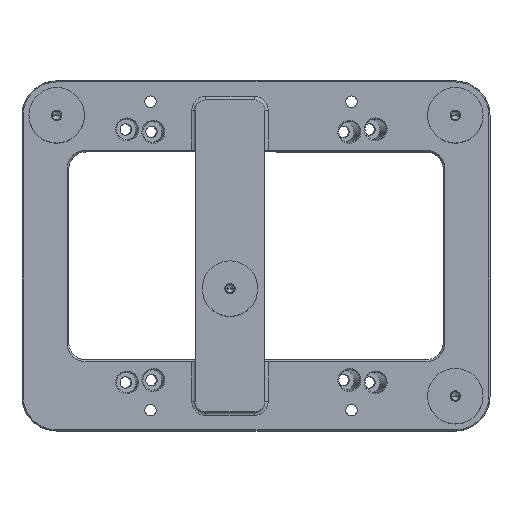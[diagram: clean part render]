
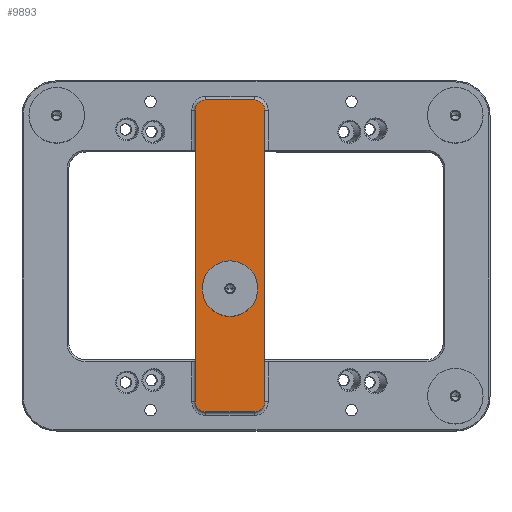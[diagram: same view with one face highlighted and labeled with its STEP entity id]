
A CAD part, top view. The second image highlights one B-rep face of the part: STEP entity #9893.
In plain terms, the highlighted planar face has unit normal (0, 0, 1).
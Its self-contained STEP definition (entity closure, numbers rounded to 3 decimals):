
#3335=CARTESIAN_POINT('',(60.,41.,4.));
#3336=DIRECTION('',(0.,0.,1.));
#3337=DIRECTION('',(0.,-1.,0.));
#3338=AXIS2_PLACEMENT_3D('',#3335,#3336,#3337);
#3340=CARTESIAN_POINT('',(60.,41.,4.));
#3341=DIRECTION('',(0.,0.,1.));
#3342=DIRECTION('',(0.,1.,0.));
#3343=AXIS2_PLACEMENT_3D('',#3340,#3341,#3342);
#3345=CARTESIAN_POINT('',(53.,8.5,4.));
#3346=DIRECTION('',(0.,0.,1.));
#3347=DIRECTION('',(-1.,0.,0.));
#3348=AXIS2_PLACEMENT_3D('',#3345,#3346,#3347);
#3350=DIRECTION('',(0.,-1.,0.));
#3351=VECTOR('',#3350,84.);
#3352=CARTESIAN_POINT('',(50.,92.5,4.));
#3353=LINE('',#3352,#3351);
#3354=CARTESIAN_POINT('',(53.,92.5,4.));
#3355=DIRECTION('',(0.,0.,1.));
#3356=DIRECTION('',(0.,1.,0.));
#3357=AXIS2_PLACEMENT_3D('',#3354,#3355,#3356);
#3359=DIRECTION('',(-1.,0.,0.));
#3360=VECTOR('',#3359,14.);
#3361=CARTESIAN_POINT('',(67.,95.5,4.));
#3362=LINE('',#3361,#3360);
#3363=CARTESIAN_POINT('',(67.,92.5,4.));
#3364=DIRECTION('',(0.,0.,1.));
#3365=DIRECTION('',(1.,0.,0.));
#3366=AXIS2_PLACEMENT_3D('',#3363,#3364,#3365);
#3368=DIRECTION('',(0.,1.,0.));
#3369=VECTOR('',#3368,84.);
#3370=CARTESIAN_POINT('',(70.,8.5,4.));
#3371=LINE('',#3370,#3369);
#3372=CARTESIAN_POINT('',(67.,8.5,4.));
#3373=DIRECTION('',(0.,0.,1.));
#3374=DIRECTION('',(0.,-1.,0.));
#3375=AXIS2_PLACEMENT_3D('',#3372,#3373,#3374);
#3377=DIRECTION('',(1.,0.,0.));
#3378=VECTOR('',#3377,14.);
#3379=CARTESIAN_POINT('',(53.,5.5,4.));
#3380=LINE('',#3379,#3378);
#3898=CARTESIAN_POINT('',(60.,33.,4.));
#3899=CARTESIAN_POINT('',(60.,49.,4.));
#3900=VERTEX_POINT('',#3898);
#3901=VERTEX_POINT('',#3899);
#3918=CARTESIAN_POINT('',(50.,8.5,4.));
#3919=CARTESIAN_POINT('',(53.,5.5,4.));
#3920=VERTEX_POINT('',#3918);
#3921=VERTEX_POINT('',#3919);
#3922=CARTESIAN_POINT('',(67.,5.5,4.));
#3923=CARTESIAN_POINT('',(70.,8.5,4.));
#3924=VERTEX_POINT('',#3922);
#3925=VERTEX_POINT('',#3923);
#3926=CARTESIAN_POINT('',(53.,95.5,4.));
#3927=CARTESIAN_POINT('',(50.,92.5,4.));
#3928=VERTEX_POINT('',#3926);
#3929=VERTEX_POINT('',#3927);
#3930=CARTESIAN_POINT('',(70.,92.5,4.));
#3931=CARTESIAN_POINT('',(67.,95.5,4.));
#3932=VERTEX_POINT('',#3930);
#3933=VERTEX_POINT('',#3931);
#9872=CARTESIAN_POINT('',(0.,0.,4.));
#9873=DIRECTION('',(0.,0.,1.));
#9874=DIRECTION('',(0.,-1.,0.));
#9875=AXIS2_PLACEMENT_3D('',#9872,#9873,#9874);
#9876=PLANE('',#9875);
#9877=ORIENTED_EDGE('',*,*,#9866,.F.);
#9878=ORIENTED_EDGE('',*,*,#9748,.F.);
#9879=ORIENTED_EDGE('',*,*,#9772,.F.);
#9880=ORIENTED_EDGE('',*,*,#9786,.F.);
#9881=ORIENTED_EDGE('',*,*,#9800,.F.);
#9882=ORIENTED_EDGE('',*,*,#9816,.F.);
#9883=ORIENTED_EDGE('',*,*,#9839,.F.);
#9884=ORIENTED_EDGE('',*,*,#9853,.F.);
#9885=EDGE_LOOP('',(#9877,#9878,#9879,#9880,#9881,#9882,#9883,#9884));
#9886=FACE_OUTER_BOUND('',#9885,.F.);
#9888=ORIENTED_EDGE('',*,*,#9887,.T.);
#9890=ORIENTED_EDGE('',*,*,#9889,.T.);
#9891=EDGE_LOOP('',(#9888,#9890));
#9892=FACE_BOUND('',#9891,.F.);
#9893=ADVANCED_FACE('',(#9886,#9892),#9876,.T.);
#3339=CIRCLE('',#3338,8.);
#3344=CIRCLE('',#3343,8.);
#3349=CIRCLE('',#3348,3.);
#3358=CIRCLE('',#3357,3.);
#3367=CIRCLE('',#3366,3.);
#3376=CIRCLE('',#3375,3.);
#9748=EDGE_CURVE('',#3929,#3920,#3353,.T.);
#9772=EDGE_CURVE('',#3928,#3929,#3358,.T.);
#9786=EDGE_CURVE('',#3933,#3928,#3362,.T.);
#9800=EDGE_CURVE('',#3932,#3933,#3367,.T.);
#9816=EDGE_CURVE('',#3925,#3932,#3371,.T.);
#9839=EDGE_CURVE('',#3924,#3925,#3376,.T.);
#9853=EDGE_CURVE('',#3921,#3924,#3380,.T.);
#9866=EDGE_CURVE('',#3920,#3921,#3349,.T.);
#9887=EDGE_CURVE('',#3900,#3901,#3339,.T.);
#9889=EDGE_CURVE('',#3901,#3900,#3344,.T.);
